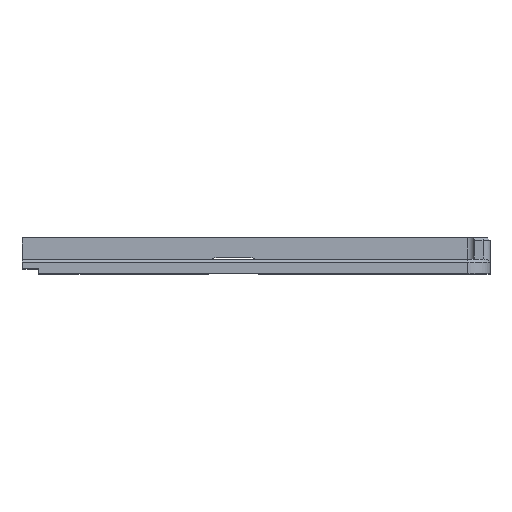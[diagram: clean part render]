
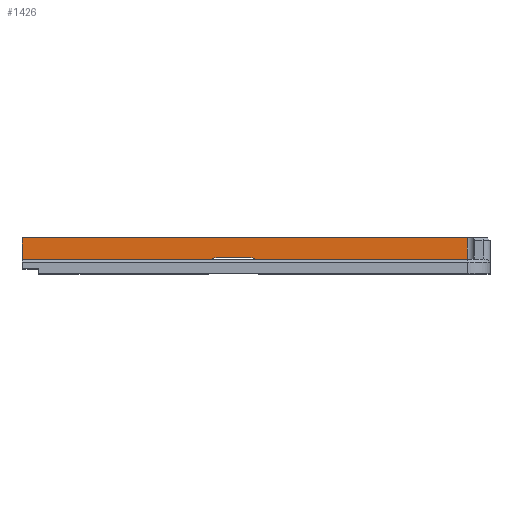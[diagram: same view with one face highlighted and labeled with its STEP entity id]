
A CAD part, top view. The second image highlights one B-rep face of the part: STEP entity #1426.
In plain terms, the highlighted planar face has unit normal (0, 0, 1).
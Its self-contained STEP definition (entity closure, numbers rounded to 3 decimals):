
#112=CIRCLE('',#1566,2.8);
#114=CIRCLE('',#1570,2.8);
#117=CIRCLE('',#1574,2.8);
#119=CIRCLE('',#1577,2.8);
#199=FACE_OUTER_BOUND('',#296,.T.);
#296=EDGE_LOOP('',(#1261,#1262,#1263,#1264,#1265,#1266,#1267,#1268,#1269,
#1270,#1271,#1272,#1273,#1274));
#331=LINE('',#2083,#469);
#335=LINE('',#2092,#473);
#338=LINE('',#2101,#476);
#340=LINE('',#2108,#478);
#365=LINE('',#2197,#503);
#424=LINE('',#2364,#562);
#426=LINE('',#2374,#564);
#433=LINE('',#2398,#571);
#434=LINE('',#2401,#572);
#435=LINE('',#2402,#573);
#469=VECTOR('',#1656,10.);
#473=VECTOR('',#1664,10.);
#476=VECTOR('',#1673,10.);
#478=VECTOR('',#1679,10.);
#503=VECTOR('',#1758,10.);
#562=VECTOR('',#1947,10.);
#564=VECTOR('',#1959,10.);
#571=VECTOR('',#1986,10.);
#572=VECTOR('',#1989,10.);
#573=VECTOR('',#1990,10.);
#604=VERTEX_POINT('',#2080);
#605=VERTEX_POINT('',#2082);
#608=VERTEX_POINT('',#2090);
#611=VERTEX_POINT('',#2099);
#613=VERTEX_POINT('',#2106);
#614=VERTEX_POINT('',#2107);
#650=VERTEX_POINT('',#2193);
#693=VERTEX_POINT('',#2360);
#695=VERTEX_POINT('',#2367);
#697=VERTEX_POINT('',#2373);
#701=VERTEX_POINT('',#2385);
#702=VERTEX_POINT('',#2387);
#704=VERTEX_POINT('',#2393);
#705=VERTEX_POINT('',#2400);
#745=EDGE_CURVE('',#604,#605,#331,.T.);
#750=EDGE_CURVE('',#608,#604,#335,.T.);
#754=EDGE_CURVE('',#611,#608,#338,.T.);
#757=EDGE_CURVE('',#613,#614,#340,.T.);
#799=EDGE_CURVE('',#650,#605,#365,.T.);
#881=EDGE_CURVE('',#693,#650,#424,.T.);
#882=EDGE_CURVE('',#614,#695,#112,.T.);
#885=EDGE_CURVE('',#695,#697,#426,.T.);
#888=EDGE_CURVE('',#697,#693,#114,.T.);
#892=EDGE_CURVE('',#702,#701,#117,.T.);
#895=EDGE_CURVE('',#704,#613,#119,.T.);
#898=EDGE_CURVE('',#701,#704,#433,.T.);
#899=EDGE_CURVE('',#705,#611,#434,.T.);
#900=EDGE_CURVE('',#705,#702,#435,.T.);
#1261=ORIENTED_EDGE('',*,*,#892,.T.);
#1262=ORIENTED_EDGE('',*,*,#898,.T.);
#1263=ORIENTED_EDGE('',*,*,#895,.T.);
#1264=ORIENTED_EDGE('',*,*,#757,.T.);
#1265=ORIENTED_EDGE('',*,*,#882,.T.);
#1266=ORIENTED_EDGE('',*,*,#885,.T.);
#1267=ORIENTED_EDGE('',*,*,#888,.T.);
#1268=ORIENTED_EDGE('',*,*,#881,.T.);
#1269=ORIENTED_EDGE('',*,*,#799,.T.);
#1270=ORIENTED_EDGE('',*,*,#745,.F.);
#1271=ORIENTED_EDGE('',*,*,#750,.F.);
#1272=ORIENTED_EDGE('',*,*,#754,.F.);
#1273=ORIENTED_EDGE('',*,*,#899,.F.);
#1274=ORIENTED_EDGE('',*,*,#900,.T.);
#1347=PLANE('',#1579);
#1426=ADVANCED_FACE('',(#199),#1347,.T.);
#1566=AXIS2_PLACEMENT_3D('',#2368,#1952,#1953);
#1570=AXIS2_PLACEMENT_3D('',#2379,#1964,#1965);
#1574=AXIS2_PLACEMENT_3D('',#2388,#1973,#1974);
#1577=AXIS2_PLACEMENT_3D('',#2394,#1980,#1981);
#1579=AXIS2_PLACEMENT_3D('',#2399,#1987,#1988);
#1656=DIRECTION('',(1.,0.,0.));
#1664=DIRECTION('',(0.,1.,0.));
#1673=DIRECTION('',(-1.,0.,0.));
#1679=DIRECTION('',(1.,0.,0.));
#1758=DIRECTION('',(0.,1.,0.));
#1947=DIRECTION('',(1.,0.,0.));
#1952=DIRECTION('center_axis',(0.,0.,-1.));
#1953=DIRECTION('ref_axis',(0.,1.,0.));
#1959=DIRECTION('',(0.,-1.,0.));
#1964=DIRECTION('center_axis',(0.,0.,-1.));
#1965=DIRECTION('ref_axis',(1.,0.,0.));
#1973=DIRECTION('center_axis',(0.,0.,-1.));
#1974=DIRECTION('ref_axis',(0.,-1.,0.));
#1980=DIRECTION('center_axis',(0.,0.,-1.));
#1981=DIRECTION('ref_axis',(-1.,0.,0.));
#1986=DIRECTION('',(0.,1.,0.));
#1987=DIRECTION('center_axis',(0.,0.,1.));
#1988=DIRECTION('ref_axis',(1.,0.,0.));
#1989=DIRECTION('',(0.,1.,0.));
#1990=DIRECTION('',(1.,0.,0.));
#2080=CARTESIAN_POINT('',(157.39,14.6,-158.352));
#2082=CARTESIAN_POINT('',(317.003,14.6,-158.352));
#2083=CARTESIAN_POINT('',(199.319,14.6,-158.352));
#2090=CARTESIAN_POINT('',(157.39,6.6,-158.352));
#2092=CARTESIAN_POINT('',(157.39,6.6,-158.352));
#2099=CARTESIAN_POINT('',(163.39,6.6,-158.352));
#2101=CARTESIAN_POINT('',(199.319,6.6,-158.352));
#2106=CARTESIAN_POINT('',(226.944,7.55,-158.352));
#2107=CARTESIAN_POINT('',(239.344,7.55,-158.352));
#2108=CARTESIAN_POINT('',(192.167,7.55,-158.352));
#2193=CARTESIAN_POINT('',(317.003,1.6,-158.352));
#2197=CARTESIAN_POINT('',(317.003,1.6,-158.352));
#2360=CARTESIAN_POINT('',(242.042,1.6,-158.352));
#2364=CARTESIAN_POINT('',(202.313,1.6,-158.352));
#2367=CARTESIAN_POINT('',(242.144,4.75,-158.352));
#2368=CARTESIAN_POINT('Origin',(239.344,4.75,-158.352));
#2373=CARTESIAN_POINT('',(242.144,2.35,-158.352));
#2374=CARTESIAN_POINT('',(242.144,3.175,-158.352));
#2379=CARTESIAN_POINT('Origin',(239.344,2.35,-158.352));
#2385=CARTESIAN_POINT('',(224.144,2.35,-158.352));
#2387=CARTESIAN_POINT('',(224.246,1.6,-158.352));
#2388=CARTESIAN_POINT('Origin',(226.944,2.35,-158.352));
#2393=CARTESIAN_POINT('',(224.144,4.75,-158.352));
#2394=CARTESIAN_POINT('Origin',(226.944,4.75,-158.352));
#2398=CARTESIAN_POINT('',(224.144,1.975,-158.352));
#2399=CARTESIAN_POINT('Origin',(163.39,1.6,-158.352));
#2400=CARTESIAN_POINT('',(163.39,1.6,-158.352));
#2401=CARTESIAN_POINT('',(163.39,1.6,-158.352));
#2402=CARTESIAN_POINT('',(202.313,1.6,-158.352));
